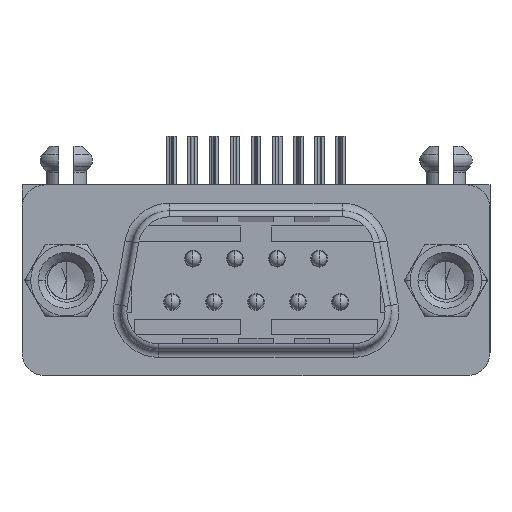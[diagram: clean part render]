
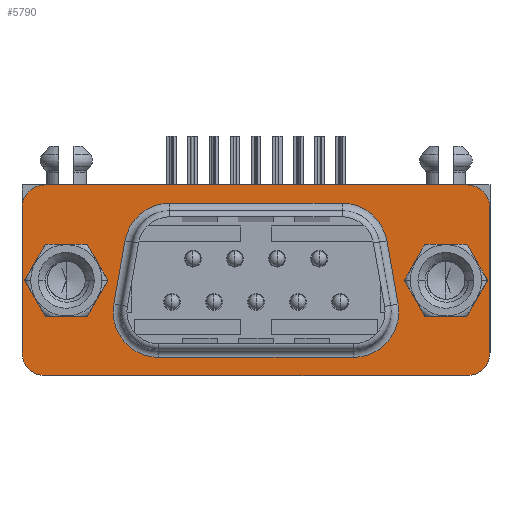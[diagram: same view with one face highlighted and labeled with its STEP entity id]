
A CAD part, front view. The second image highlights one B-rep face of the part: STEP entity #5790.
In plain terms, the highlighted face is planar.
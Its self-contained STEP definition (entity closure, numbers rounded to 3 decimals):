
#5790=ADVANCED_FACE('',(#5791,#5861,#5881,#5951),#5971,.T.);
#5791=FACE_BOUND('',#5792,.T.);
#5792=EDGE_LOOP('',(#5793,#5803,#5812,#5820,#5829,#5837,#5846,#5854));
#5793=ORIENTED_EDGE('',*,*,#5794,.T.);
#5794=EDGE_CURVE('',#5795,#5797,#5799,.T.);
#5795=VERTEX_POINT('',#5796);
#5796=CARTESIAN_POINT('',(15.4,0.0,4.775));
#5797=VERTEX_POINT('',#5798);
#5798=CARTESIAN_POINT('',(15.4,0.0,-4.775));
#5799=LINE('',#5800,#5801);
#5800=CARTESIAN_POINT('',(15.4,0.0,4.775));
#5801=VECTOR('',#5802,1.0);
#5802=DIRECTION('',(0.0,0.0,-1.0));
#5803=ORIENTED_EDGE('',*,*,#5804,.T.);
#5804=EDGE_CURVE('',#5797,#5805,#5807,.T.);
#5805=VERTEX_POINT('',#5806);
#5806=CARTESIAN_POINT('',(13.9,0.0,-6.275));
#5807=CIRCLE('',#5808,1.5);
#5808=AXIS2_PLACEMENT_3D('',#5809,#5810,#5811);
#5809=CARTESIAN_POINT('',(13.9,0.0,-4.775));
#5810=DIRECTION('',(0.0,1.0,0.0));
#5811=DIRECTION('',(1.0,0.0,0.0));
#5812=ORIENTED_EDGE('',*,*,#5813,.T.);
#5813=EDGE_CURVE('',#5805,#5814,#5816,.T.);
#5814=VERTEX_POINT('',#5815);
#5815=CARTESIAN_POINT('',(-13.9,0.0,-6.275));
#5816=LINE('',#5817,#5818);
#5817=CARTESIAN_POINT('',(13.9,0.0,-6.275));
#5818=VECTOR('',#5819,1.0);
#5819=DIRECTION('',(-1.0,0.0,0.0));
#5820=ORIENTED_EDGE('',*,*,#5821,.T.);
#5821=EDGE_CURVE('',#5814,#5822,#5824,.T.);
#5822=VERTEX_POINT('',#5823);
#5823=CARTESIAN_POINT('',(-15.4,0.0,-4.775));
#5824=CIRCLE('',#5825,1.5);
#5825=AXIS2_PLACEMENT_3D('',#5826,#5827,#5828);
#5826=CARTESIAN_POINT('',(-13.9,0.0,-4.775));
#5827=DIRECTION('',(0.0,1.0,0.0));
#5828=DIRECTION('',(0.0,0.0,-1.0));
#5829=ORIENTED_EDGE('',*,*,#5830,.T.);
#5830=EDGE_CURVE('',#5822,#5831,#5833,.T.);
#5831=VERTEX_POINT('',#5832);
#5832=CARTESIAN_POINT('',(-15.4,0.0,4.775));
#5833=LINE('',#5834,#5835);
#5834=CARTESIAN_POINT('',(-15.4,0.0,-4.775));
#5835=VECTOR('',#5836,1.0);
#5836=DIRECTION('',(0.0,0.0,1.0));
#5837=ORIENTED_EDGE('',*,*,#5838,.T.);
#5838=EDGE_CURVE('',#5831,#5839,#5841,.T.);
#5839=VERTEX_POINT('',#5840);
#5840=CARTESIAN_POINT('',(-13.9,0.0,6.275));
#5841=CIRCLE('',#5842,1.5);
#5842=AXIS2_PLACEMENT_3D('',#5843,#5844,#5845);
#5843=CARTESIAN_POINT('',(-13.9,0.0,4.775));
#5844=DIRECTION('',(0.0,1.0,0.0));
#5845=DIRECTION('',(-1.0,0.0,0.0));
#5846=ORIENTED_EDGE('',*,*,#5847,.T.);
#5847=EDGE_CURVE('',#5839,#5848,#5850,.T.);
#5848=VERTEX_POINT('',#5849);
#5849=CARTESIAN_POINT('',(13.9,0.0,6.275));
#5850=LINE('',#5851,#5852);
#5851=CARTESIAN_POINT('',(-13.9,0.0,6.275));
#5852=VECTOR('',#5853,1.0);
#5853=DIRECTION('',(1.0,0.0,0.0));
#5854=ORIENTED_EDGE('',*,*,#5855,.T.);
#5855=EDGE_CURVE('',#5848,#5795,#5856,.T.);
#5856=CIRCLE('',#5857,1.5);
#5857=AXIS2_PLACEMENT_3D('',#5858,#5859,#5860);
#5858=CARTESIAN_POINT('',(13.9,0.0,4.775));
#5859=DIRECTION('',(0.0,1.0,0.0));
#5860=DIRECTION('',(0.0,0.0,1.0));
#5861=FACE_BOUND('',#5862,.T.);
#5862=EDGE_LOOP('',(#5863,#5874));
#5863=ORIENTED_EDGE('',*,*,#5864,.T.);
#5864=EDGE_CURVE('',#5865,#5867,#5869,.F.);
#5865=VERTEX_POINT('',#5866);
#5866=CARTESIAN_POINT('',(14.52,0.0,0.0));
#5867=VERTEX_POINT('',#5868);
#5868=CARTESIAN_POINT('',(10.47,0.,0.0));
#5869=CIRCLE('',#5870,2.025);
#5870=AXIS2_PLACEMENT_3D('',#5871,#5872,#5873);
#5871=CARTESIAN_POINT('',(12.495,0.0,0.0));
#5872=DIRECTION('',(0.0,1.0,0.0));
#5873=DIRECTION('',(-1.0,0.0,0.0));
#5874=ORIENTED_EDGE('',*,*,#5875,.T.);
#5875=EDGE_CURVE('',#5867,#5865,#5876,.F.);
#5876=CIRCLE('',#5877,2.025);
#5877=AXIS2_PLACEMENT_3D('',#5878,#5879,#5880);
#5878=CARTESIAN_POINT('',(12.495,0.0,0.0));
#5879=DIRECTION('',(0.0,1.0,0.0));
#5880=DIRECTION('',(1.0,0.0,0.0));
#5881=FACE_BOUND('',#5882,.T.);
#5882=EDGE_LOOP('',(#5883,#5894,#5902,#5911,#5919,#5928,#5936,#5945));
#5883=ORIENTED_EDGE('',*,*,#5884,.T.);
#5884=EDGE_CURVE('',#5885,#5887,#5889,.F.);
#5885=VERTEX_POINT('',#5886);
#5886=CARTESIAN_POINT('',(8.619,0.0,2.601));
#5887=VERTEX_POINT('',#5888);
#5888=CARTESIAN_POINT('',(5.664,0.0,5.08));
#5889=CIRCLE('',#5890,3.);
#5890=AXIS2_PLACEMENT_3D('',#5891,#5892,#5893);
#5891=CARTESIAN_POINT('',(5.664,0.,2.08));
#5892=DIRECTION('',(0.0,1.0,0.0));
#5893=DIRECTION('',(0.0,0.0,1.0));
#5894=ORIENTED_EDGE('',*,*,#5895,.T.);
#5895=EDGE_CURVE('',#5887,#5896,#5898,.F.);
#5896=VERTEX_POINT('',#5897);
#5897=CARTESIAN_POINT('',(-5.664,0.,5.08));
#5898=LINE('',#5899,#5900);
#5899=CARTESIAN_POINT('',(-5.664,0.0,5.08));
#5900=VECTOR('',#5901,1.0);
#5901=DIRECTION('',(1.0,0.0,0.));
#5902=ORIENTED_EDGE('',*,*,#5903,.T.);
#5903=EDGE_CURVE('',#5896,#5904,#5906,.F.);
#5904=VERTEX_POINT('',#5905);
#5905=CARTESIAN_POINT('',(-8.619,0.0,2.601));
#5906=CIRCLE('',#5907,3.);
#5907=AXIS2_PLACEMENT_3D('',#5908,#5909,#5910);
#5908=CARTESIAN_POINT('',(-5.664,0.,2.08));
#5909=DIRECTION('',(0.0,1.0,0.0));
#5910=DIRECTION('',(-0.985,0.0,0.174));
#5911=ORIENTED_EDGE('',*,*,#5912,.T.);
#5912=EDGE_CURVE('',#5904,#5913,#5915,.F.);
#5913=VERTEX_POINT('',#5914);
#5914=CARTESIAN_POINT('',(-9.352,0.,-1.559));
#5915=LINE('',#5916,#5917);
#5916=CARTESIAN_POINT('',(-9.352,0.0,-1.559));
#5917=VECTOR('',#5918,1.0);
#5918=DIRECTION('',(0.174,0.0,0.985));
#5919=ORIENTED_EDGE('',*,*,#5920,.T.);
#5920=EDGE_CURVE('',#5913,#5921,#5923,.F.);
#5921=VERTEX_POINT('',#5922);
#5922=CARTESIAN_POINT('',(-6.398,0.0,-5.08));
#5923=CIRCLE('',#5924,3.);
#5924=AXIS2_PLACEMENT_3D('',#5925,#5926,#5927);
#5925=CARTESIAN_POINT('',(-6.398,0.,-2.08));
#5926=DIRECTION('',(0.0,1.0,0.0));
#5927=DIRECTION('',(0.0,0.0,-1.0));
#5928=ORIENTED_EDGE('',*,*,#5929,.T.);
#5929=EDGE_CURVE('',#5921,#5930,#5932,.F.);
#5930=VERTEX_POINT('',#5931);
#5931=CARTESIAN_POINT('',(6.398,0.,-5.08));
#5932=LINE('',#5933,#5934);
#5933=CARTESIAN_POINT('',(6.398,0.0,-5.08));
#5934=VECTOR('',#5935,1.0);
#5935=DIRECTION('',(-1.0,0.0,0.));
#5936=ORIENTED_EDGE('',*,*,#5937,.T.);
#5937=EDGE_CURVE('',#5930,#5938,#5940,.F.);
#5938=VERTEX_POINT('',#5939);
#5939=CARTESIAN_POINT('',(9.352,0.0,-1.559));
#5940=CIRCLE('',#5941,3.);
#5941=AXIS2_PLACEMENT_3D('',#5942,#5943,#5944);
#5942=CARTESIAN_POINT('',(6.398,0.,-2.08));
#5943=DIRECTION('',(0.0,1.0,0.0));
#5944=DIRECTION('',(0.985,0.0,0.174));
#5945=ORIENTED_EDGE('',*,*,#5946,.T.);
#5946=EDGE_CURVE('',#5938,#5885,#5947,.F.);
#5947=LINE('',#5948,#5949);
#5948=CARTESIAN_POINT('',(8.619,0.0,2.601));
#5949=VECTOR('',#5950,1.0);
#5950=DIRECTION('',(0.174,0.0,-0.985));
#5951=FACE_BOUND('',#5952,.T.);
#5952=EDGE_LOOP('',(#5953,#5964));
#5953=ORIENTED_EDGE('',*,*,#5954,.T.);
#5954=EDGE_CURVE('',#5955,#5957,#5959,.F.);
#5955=VERTEX_POINT('',#5956);
#5956=CARTESIAN_POINT('',(-10.47,0.0,0.0));
#5957=VERTEX_POINT('',#5958);
#5958=CARTESIAN_POINT('',(-14.52,0.,0.0));
#5959=CIRCLE('',#5960,2.025);
#5960=AXIS2_PLACEMENT_3D('',#5961,#5962,#5963);
#5961=CARTESIAN_POINT('',(-12.495,0.0,0.0));
#5962=DIRECTION('',(0.0,1.0,0.0));
#5963=DIRECTION('',(-1.0,0.0,0.0));
#5964=ORIENTED_EDGE('',*,*,#5965,.T.);
#5965=EDGE_CURVE('',#5957,#5955,#5966,.F.);
#5966=CIRCLE('',#5967,2.025);
#5967=AXIS2_PLACEMENT_3D('',#5968,#5969,#5970);
#5968=CARTESIAN_POINT('',(-12.495,0.0,0.0));
#5969=DIRECTION('',(0.0,1.0,0.0));
#5970=DIRECTION('',(1.0,0.0,0.0));
#5971=PLANE('',#5972);
#5972=AXIS2_PLACEMENT_3D('',#5973,#5974,#5975);
#5973=CARTESIAN_POINT('',(0.0,0.0,0.0));
#5974=DIRECTION('',(0.0,1.0,0.0));
#5975=DIRECTION('',(1.0,0.0,0.0));
